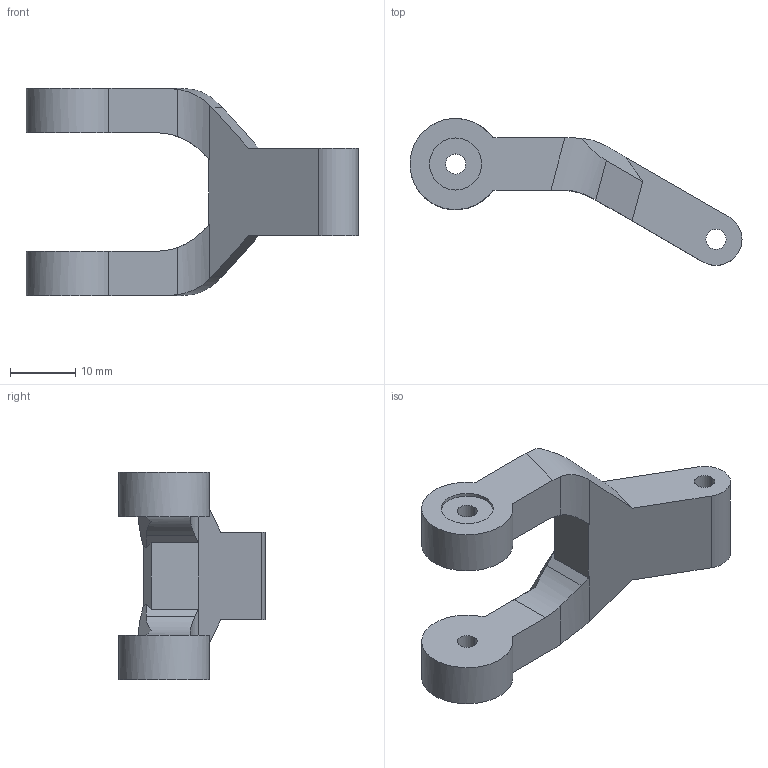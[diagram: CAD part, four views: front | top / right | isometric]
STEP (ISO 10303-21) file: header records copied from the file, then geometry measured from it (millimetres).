
FILE_DESCRIPTION (( 'STEP AP203' ), '1' );
FILE_NAME ('Top bar leg.STEP', '2024-10-28T17:08:46', ( '' ), ( '' ), 'SwSTEP 2.0', 'SolidWorks 2023', '' );
FILE_SCHEMA (( 'CONFIG_CONTROL_DESIGN' ));
Length unit declared in the file: millimetre
Products named in the file (1): Top bar leg
Bounding box: 51 x 22.55 x 31.8 mm (x, y, z)
Volume: 6687.4 mm3; surface area: 3647.2 mm2
Topology: 1 solids, 1 shells, 47 faces, 129 edges, 86 vertices
Faces by surface type: plane 26, cylinder 21
Entity records: 1612 total; most frequent: CARTESIAN_POINT 367, ORIENTED_EDGE 258, DIRECTION 229, EDGE_CURVE 129, VERTEX_POINT 86, AXIS2_PLACEMENT_3D 78, VECTOR 73, LINE 73
